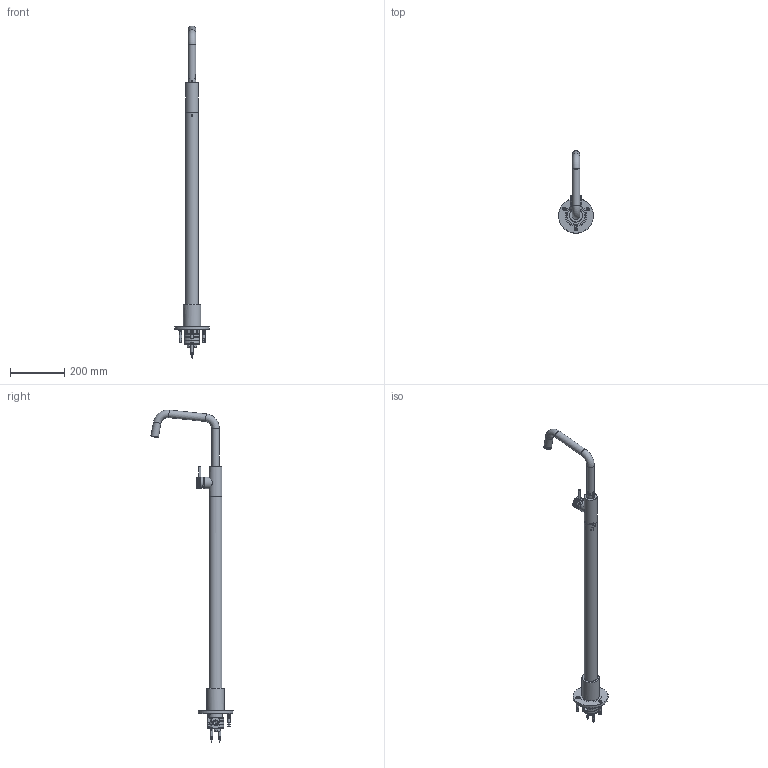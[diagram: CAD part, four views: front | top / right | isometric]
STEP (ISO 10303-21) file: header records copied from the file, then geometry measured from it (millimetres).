
FILE_DESCRIPTION(/* description */ ('Unknown'),/* implementation_level */ '2;1');
FILE_NAME(/* name */ 'AR078WD',/* time_stamp */ '2023-02-06T11:09:59+01:00',/* author */ ('Unknown'),/* organization */ ('Unknown'),/* preprocessor_version */ 'ST-DEVELOPER v18.102',/* originating_system */ 'Solid Edge',/* authorisation */ 'Unknown');
FILE_SCHEMA (('AUTOMOTIVE_DESIGN {1 0 10303 214 3 1 1}'));
Length unit declared in the file: millimetre
Products named in the file (66): AR078WD-00; B078-002; parte superiore; oring7.65x1.78.1; treccia__S_x12.2; SA40-003_1; bussola_aggraffatura.2; tubo_epdm8.2; parte inferiore; bussola_aggraffatura.2.1; guarnizione_inserita; codolo_cartella.1; calotta_3-8; AR077-04; B077-08; AR031-04; AR087-003; AR031-08; AR087-03; VG274; AR003-19; AR078-01; B077-06; B078-001; B077-47; AR031-03; CB078W-001; B077-10; B077-27; AR077-009; B077-51; b077_57; b077_58; B077-14; B077-12; B077-13; SDS7-14; AR077-05; SDS7-29; AR077-03 ...
Assembly tree (78 placements, depth 4):
  AR078WD-00
    B078-002
      parte superiore
        oring7.65x1.78.1
        treccia__S_x12.2
        SA40-003_1
        bussola_aggraffatura.2
        tubo_epdm8.2
      parte inferiore
        bussola_aggraffatura.2.1
        guarnizione_inserita
        codolo_cartella.1
        calotta_3-8
        treccia__S_x12.2
    AR077-04
    B077-08
    AR031-04
    AR087-003
      AR031-08
      AR087-03
      VG274
      AR003-19
    AR078-01
    B077-06  x2
    B078-001
      parte superiore
        oring7.65x1.78.1
        treccia__S_x12.2
        SA40-003_1
        bussola_aggraffatura.2
        tubo_epdm8.2
      parte inferiore
        bussola_aggraffatura.2.1
        guarnizione_inserita
        codolo_cartella.1
        calotta_3-8
        treccia__S_x12.2
    B077-47
    AR031-03
    CB078W-001
      B077-10
      B077-27
    AR077-009  x3
      B077-51
        b077_57
        b077_58
      B077-14
      B077-12
      B077-13
    SDS7-14  x2
    AR077-05
    SDS7-29  x2
    AR077-03
    AR078-02
    AR077-17
    AR004-04
    AR004-010
      AR004-010-1
      AR004-010-2
      AR004-010-3
Bounding box: 129.5 x 303.5 x 1228.57 mm (x, y, z)
Volume: 1032426.1 mm3; surface area: 683431.3 mm2
Topology: 85 solids, 85 shells, 1785 faces, 4511 edges, 2966 vertices
Faces by surface type: plane 781, cylinder 482, cone 241, sphere 170, torus 99, bspline 12
Full cylindrical faces by diameter (mm): 0.913 x1, 0.916 x1, 1.5 x1, 3 x1, 3.242 x2, 4 x5, 4.2 x6, 4.8 x3, 4.917 x1, 5 x10, 5.1 x1, 5.2 x12, 6 x16, 6.4 x3, 6.9 x8, 7 x16, 7.2 x4, 7.5 x2, 7.8 x2, 7.9 x1, 8 x3, 8.2 x3, 8.5 x4, 8.7 x3, 8.917 x4, 9 x4, 9.56 x4, 9.6 x4, 9.7 x3, 9.8 x2
Entity records: 44148 total; most frequent: CARTESIAN_POINT 10510, DIRECTION 5558, ORIENTED_EDGE 4534, AXIS2_PLACEMENT_3D 2352, EDGE_CURVE 2267, FACE_BOUND 2110, EDGE_LOOP 2091, VERTEX_POINT 1755
